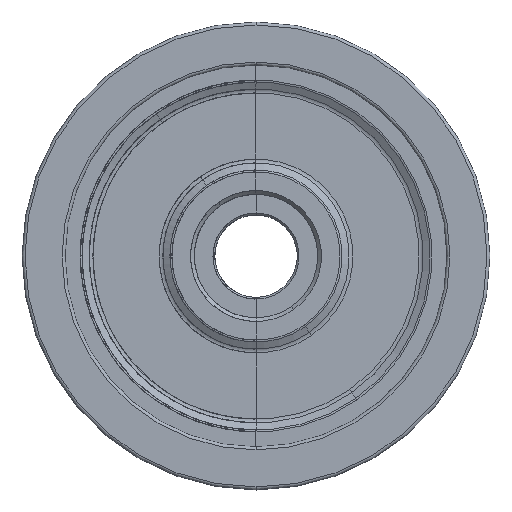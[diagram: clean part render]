
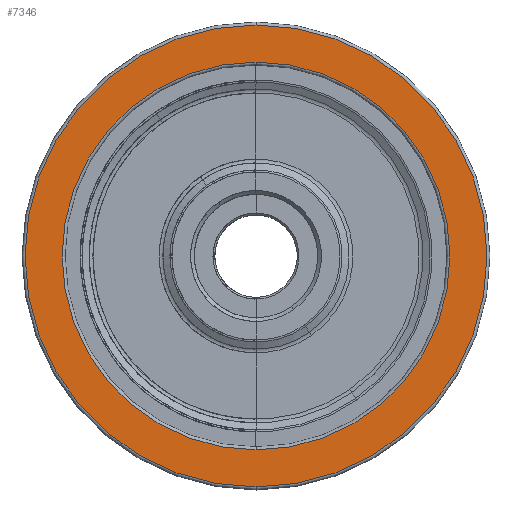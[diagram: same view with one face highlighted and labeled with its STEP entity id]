
A CAD part, top view. The second image highlights one B-rep face of the part: STEP entity #7346.
In plain terms, the highlighted planar face has unit normal (0, 0, 1).
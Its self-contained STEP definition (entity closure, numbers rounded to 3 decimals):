
#7091=CARTESIAN_POINT('',(0.,0.,63.));
#7092=DIRECTION('',(0.,0.,-1.));
#7093=DIRECTION('',(0.,1.,0.));
#7094=AXIS2_PLACEMENT_3D('',#7091,#7092,#7093);
#7099=CARTESIAN_POINT('',(0.,0.,63.));
#7100=DIRECTION('',(0.,0.,1.));
#7101=DIRECTION('',(0.,1.,0.));
#7102=AXIS2_PLACEMENT_3D('',#7099,#7100,#7101);
#7107=CARTESIAN_POINT('',(0.,0.,63.));
#7108=DIRECTION('',(0.,0.,1.));
#7109=DIRECTION('',(0.,1.,0.));
#7110=AXIS2_PLACEMENT_3D('',#7107,#7108,#7109);
#7131=CARTESIAN_POINT('',(0.,0.,63.));
#7132=DIRECTION('',(0.,0.,-1.));
#7133=DIRECTION('',(0.,1.,0.));
#7134=AXIS2_PLACEMENT_3D('',#7131,#7132,#7133);
#7179=CARTESIAN_POINT('',(0.,51.8,63.));
#7180=VERTEX_POINT('',#7179);
#7181=CARTESIAN_POINT('',(0.,61.7,63.));
#7183=VERTEX_POINT('',#7181);
#7195=CARTESIAN_POINT('',(0.,-51.8,63.));
#7196=VERTEX_POINT('',#7195);
#7197=CARTESIAN_POINT('',(0.,-61.7,63.));
#7199=VERTEX_POINT('',#7197);
#7331=CARTESIAN_POINT('',(0.,0.,63.));
#7332=DIRECTION('',(0.,0.,1.));
#7333=DIRECTION('',(0.,-1.,0.));
#7334=AXIS2_PLACEMENT_3D('',#7331,#7332,#7333);
#7335=PLANE('',#7334);
#7337=ORIENTED_EDGE('',*,*,#7336,.F.);
#7339=ORIENTED_EDGE('',*,*,#7338,.T.);
#7340=EDGE_LOOP('',(#7337,#7339));
#7341=FACE_OUTER_BOUND('',#7340,.F.);
#7342=ORIENTED_EDGE('',*,*,#7324,.F.);
#7343=ORIENTED_EDGE('',*,*,#7313,.T.);
#7344=EDGE_LOOP('',(#7342,#7343));
#7345=FACE_BOUND('',#7344,.F.);
#7095=CIRCLE('',#7094,51.8);
#7103=CIRCLE('',#7102,51.8);
#7111=CIRCLE('',#7110,61.7);
#7135=CIRCLE('',#7134,61.7);
#7313=EDGE_CURVE('',#7180,#7196,#7103,.T.);
#7324=EDGE_CURVE('',#7180,#7196,#7095,.T.);
#7336=EDGE_CURVE('',#7183,#7199,#7111,.T.);
#7338=EDGE_CURVE('',#7183,#7199,#7135,.T.);
#7346=ADVANCED_FACE('',(#7341,#7345),#7335,.T.);
